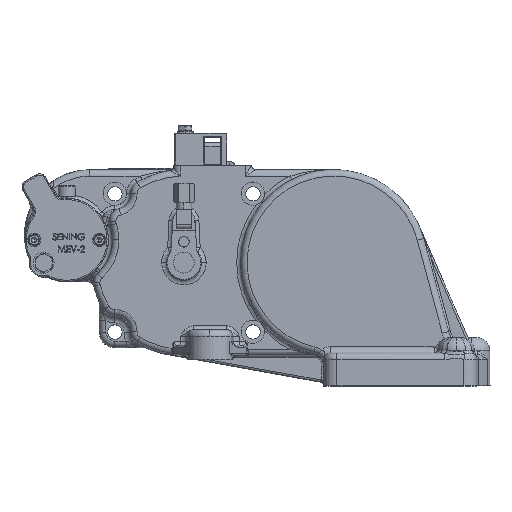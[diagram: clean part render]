
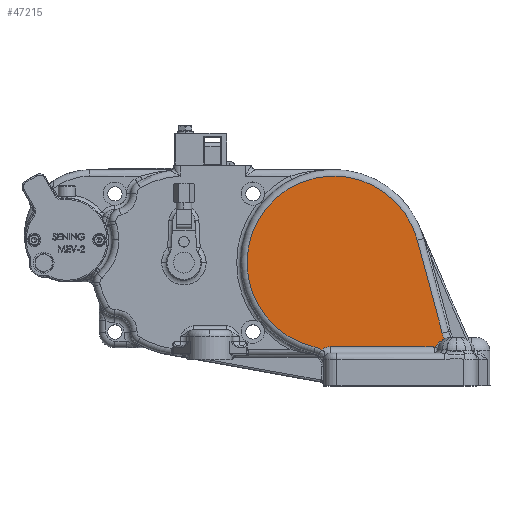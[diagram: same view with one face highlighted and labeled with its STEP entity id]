
A CAD part, top view. The second image highlights one B-rep face of the part: STEP entity #47215.
In plain terms, the highlighted planar face has unit normal (0, 0, 1).
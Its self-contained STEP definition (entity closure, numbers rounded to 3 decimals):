
#24202 = FACE_OUTER_BOUND ( 'NONE', #106003, .T. ) ;
#31154 = CARTESIAN_POINT ( 'NONE',  ( 107.495, -47.647, 85.5 ) ) ;
#31161 = CARTESIAN_POINT ( 'NONE',  ( 0., 0., 85.5 ) ) ;
#31162 = DIRECTION ( 'NONE',  ( 0., 0., -1. ) ) ;
#31163 = DIRECTION ( 'NONE',  ( 1., 0., 0. ) ) ;
#31165 = CARTESIAN_POINT ( 'NONE',  ( -17.5, -79.599, 85.5 ) ) ;
#31172 = DIRECTION ( 'NONE',  ( 0., 0., 1. ) ) ;
#31173 = DIRECTION ( 'NONE',  ( 1., 0., 0. ) ) ;
#31174 = CARTESIAN_POINT ( 'NONE',  ( 76.267, -64.5, 85.5 ) ) ;
#31175 = DIRECTION ( 'NONE',  ( 0., 0., -1. ) ) ;
#31176 = DIRECTION ( 'NONE',  ( 1., 0., 0. ) ) ;
#31178 = CARTESIAN_POINT ( 'NONE',  ( 76.352, -64.584, 85.5 ) ) ;
#31179 = CARTESIAN_POINT ( 'NONE',  ( 76.44, -64.665, 85.5 ) ) ;
#31180 = CARTESIAN_POINT ( 'NONE',  ( 76.626, -64.815, 85.5 ) ) ;
#31181 = CARTESIAN_POINT ( 'NONE',  ( 76.724, -64.884, 85.5 ) ) ;
#31182 = CARTESIAN_POINT ( 'NONE',  ( 76.934, -64.995, 85.5 ) ) ;
#31183 = CARTESIAN_POINT ( 'NONE',  ( 77.049, -65.037, 85.5 ) ) ;
#31184 = CARTESIAN_POINT ( 'NONE',  ( 77.286, -65.065, 85.5 ) ) ;
#31185 = CARTESIAN_POINT ( 'NONE',  ( 77.408, -65.05, 85.5 ) ) ;
#31186 = CARTESIAN_POINT ( 'NONE',  ( 77.636, -64.974, 85.5 ) ) ;
#31187 = CARTESIAN_POINT ( 'NONE',  ( 77.742, -64.916, 85.5 ) ) ;
#31188 = CARTESIAN_POINT ( 'NONE',  ( 77.939, -64.781, 85.5 ) ) ;
#31189 = CARTESIAN_POINT ( 'NONE',  ( 78.032, -64.704, 85.5 ) ) ;
#31190 = CARTESIAN_POINT ( 'NONE',  ( 78.296, -64.464, 85.5 ) ) ;
#31191 = CARTESIAN_POINT ( 'NONE',  ( 78.458, -64.29, 85.5 ) ) ;
#31192 = CARTESIAN_POINT ( 'NONE',  ( 78.929, -63.757, 85.5 ) ) ;
#31193 = CARTESIAN_POINT ( 'NONE',  ( 79.228, -63.386, 85.5 ) ) ;
#31194 = CARTESIAN_POINT ( 'NONE',  ( 79.838, -62.658, 85.5 ) ) ;
#31195 = CARTESIAN_POINT ( 'NONE',  ( 80.147, -62.298, 85.5 ) ) ;
#31196 = CARTESIAN_POINT ( 'NONE',  ( 81.108, -61.255, 85.5 ) ) ;
#31197 = CARTESIAN_POINT ( 'NONE',  ( 81.793, -60.605, 85.5 ) ) ;
#31198 = CARTESIAN_POINT ( 'NONE',  ( 82.922, -59.738, 85.5 ) ) ;
#31199 = CARTESIAN_POINT ( 'NONE',  ( 83.317, -59.465, 85.5 ) ) ;
#31200 = CARTESIAN_POINT ( 'NONE',  ( 84.135, -58.966, 85.5 ) ) ;
#31201 = CARTESIAN_POINT ( 'NONE',  ( 84.557, -58.74, 85.5 ) ) ;
#31202 = CARTESIAN_POINT ( 'NONE',  ( 84.993, -58.54, 85.5 ) ) ;
#31203 = CARTESIAN_POINT ( 'NONE',  ( -2.5, -74.5, 85.5 ) ) ;
#31204 = CARTESIAN_POINT ( 'NONE',  ( 81.351, -64.5, 85.5 ) ) ;
#31205 = DIRECTION ( 'NONE',  ( 1., 0., 0. ) ) ;
#31206 = CARTESIAN_POINT ( 'NONE',  ( 64.234, 17.211, 85.5 ) ) ;
#31207 = DIRECTION ( 'NONE',  ( -0.259, 0.966, 0. ) ) ;
#31208 = DIRECTION ( 'NONE',  ( 0., 0., -1. ) ) ;
#31209 = DIRECTION ( 'NONE',  ( 1., 0., 0. ) ) ;
#32030 = DIRECTION ( 'NONE',  ( 0., 0., 1. ) ) ;
#32052 = CARTESIAN_POINT ( 'NONE',  ( 0., 0., 85.5 ) ) ;
#32143 = DIRECTION ( 'NONE',  ( 1., 0., 0. ) ) ;
#32282 = PLANE ( 'NONE',  #63947 ) ;
#47215 = ADVANCED_FACE ( 'NONE', ( #24202 ), #32282, .T. ) ;
#63947 = AXIS2_PLACEMENT_3D ( 'NONE', #32052, #32030, #32143 ) ;
#104461 = VERTEX_POINT ( 'NONE', #136645 ) ;
#104518 = VERTEX_POINT ( 'NONE', #136701 ) ;
#104659 = VERTEX_POINT ( 'NONE', #136762 ) ;
#104686 = VERTEX_POINT ( 'NONE', #136785 ) ;
#104712 = VERTEX_POINT ( 'NONE', #136800 ) ;
#104799 = VERTEX_POINT ( 'NONE', #136857 ) ;
#105139 = ORIENTED_EDGE ( 'NONE', *, *, #142697, .T. ) ;
#105142 = ORIENTED_EDGE ( 'NONE', *, *, #142702, .T. ) ;
#105766 = ORIENTED_EDGE ( 'NONE', *, *, #142695, .T. ) ;
#105767 = ORIENTED_EDGE ( 'NONE', *, *, #142687, .T. ) ;
#105768 = ORIENTED_EDGE ( 'NONE', *, *, #142700, .T. ) ;
#105770 = ORIENTED_EDGE ( 'NONE', *, *, #142694, .T. ) ;
#105776 = ORIENTED_EDGE ( 'NONE', *, *, #142699, .T. ) ;
#106003 = EDGE_LOOP ( 'NONE', ( #105776, #105139, #105767, #105768, #105770, #105766, #105142 ) ) ;
#125361 = AXIS2_PLACEMENT_3D ( 'NONE', #31154, #31162, #31163 ) ;
#125366 = AXIS2_PLACEMENT_3D ( 'NONE', #31161, #31172, #31173 ) ;
#125367 = AXIS2_PLACEMENT_3D ( 'NONE', #31165, #31175, #31176 ) ;
#125368 = AXIS2_PLACEMENT_3D ( 'NONE', #31203, #31208, #31209 ) ;
#129564 = CIRCLE ( 'NONE', #125361, 25. ) ;
#129572 = LINE ( 'NONE', #31204, #129578 ) ;
#129576 = CIRCLE ( 'NONE', #125366, 66.5 ) ;
#129578 = VECTOR ( 'NONE', #31205, 1000. ) ;
#129579 = CIRCLE ( 'NONE', #125367, 15. ) ;
#129580 = LINE ( 'NONE', #31206, #129581 ) ;
#129581 = VECTOR ( 'NONE', #31207, 1000. ) ;
#129587 = CIRCLE ( 'NONE', #125368, 10. ) ;
#135845 = VERTEX_POINT ( 'NONE', #139590 ) ;
#136645 = CARTESIAN_POINT ( 'NONE',  ( 76.267, -64.5, 85.5 ) ) ;
#136701 = CARTESIAN_POINT ( 'NONE',  ( -2.5, -64.5, 85.5 ) ) ;
#136762 = CARTESIAN_POINT ( 'NONE',  ( -14.279, -64.949, 85.5 ) ) ;
#136785 = CARTESIAN_POINT ( 'NONE',  ( -9.218, -67.093, 85.5 ) ) ;
#136800 = CARTESIAN_POINT ( 'NONE',  ( 84.993, -58.54, 85.5 ) ) ;
#136857 = CARTESIAN_POINT ( 'NONE',  ( 64.234, 17.211, 85.5 ) ) ;
#139590 = CARTESIAN_POINT ( 'NONE',  ( 83.347, -54.118, 85.5 ) ) ;
#142089 = B_SPLINE_CURVE_WITH_KNOTS ( 'NONE', 3,
 ( #31174, #31178, #31179, #31180, #31181, #31182, #31183, #31184, #31185, #31186, #31187, #31188, #31189, #31190, #31191, #31192, #31193, #31194, #31195, #31196, #31197, #31198, #31199, #31200, #31201, #31202 ),
 .UNSPECIFIED., .F., .F.,
 ( 4, 2, 2, 2, 2, 2, 2, 2, 2, 2, 2, 2, 4 ),
 ( 0., 0., 0.001, 0.001, 0.001, 0.002, 0.002, 0.003, 0.004, 0.006, 0.009, 0.01, 0.011 ),
 .UNSPECIFIED. ) ;
#142687 = EDGE_CURVE ( 'NONE', #104712, #135845, #129564, .T. ) ;
#142694 = EDGE_CURVE ( 'NONE', #104799, #104659, #129576, .T. ) ;
#142695 = EDGE_CURVE ( 'NONE', #104659, #104686, #129579, .T. ) ;
#142697 = EDGE_CURVE ( 'NONE', #104461, #104712, #142089, .T. ) ;
#142699 = EDGE_CURVE ( 'NONE', #104518, #104461, #129572, .T. ) ;
#142700 = EDGE_CURVE ( 'NONE', #135845, #104799, #129580, .T. ) ;
#142702 = EDGE_CURVE ( 'NONE', #104686, #104518, #129587, .T. ) ;
